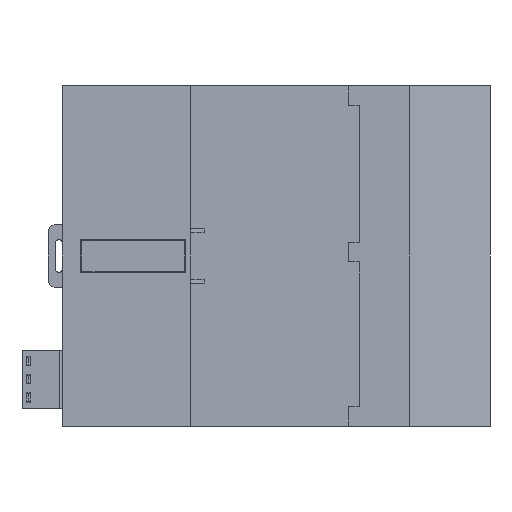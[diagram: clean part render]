
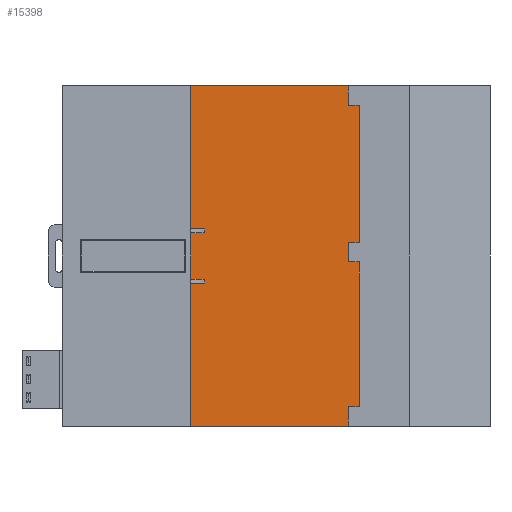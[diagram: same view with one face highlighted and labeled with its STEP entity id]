
A CAD part, front view. The second image highlights one B-rep face of the part: STEP entity #15398.
In plain terms, the highlighted planar face has unit normal (0, -1, 0).
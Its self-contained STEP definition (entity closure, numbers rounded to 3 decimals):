
#870 = CARTESIAN_POINT ( 'NONE',  ( 62.5, 6.5, -35.8 ) ) ;
#2157 = PLANE ( 'NONE',  #88816 ) ;
#3969 = DIRECTION ( 'NONE',  ( 0., 1., 0. ) ) ;
#5846 = EDGE_LOOP ( 'NONE', ( #63982, #83720, #22217, #18158 ) ) ;
#12831 = EDGE_CURVE ( 'NONE', #89424, #81019, #16508, .T. ) ;
#15398 = ADVANCED_FACE ( 'NONE', ( #77300 ), #2157, .F. ) ;
#16207 = CARTESIAN_POINT ( 'NONE',  ( 0., 6.5, 35.75 ) ) ;
#16508 = LINE ( 'NONE', #43684, #22090 ) ;
#17867 = DIRECTION ( 'NONE',  ( 0., 0., -1. ) ) ;
#18158 = ORIENTED_EDGE ( 'NONE', *, *, #12831, .T. ) ;
#21363 = EDGE_CURVE ( 'NONE', #39640, #81019, #78985, .T. ) ;
#22090 = VECTOR ( 'NONE', #17867, 1000. ) ;
#22217 = ORIENTED_EDGE ( 'NONE', *, *, #54121, .F. ) ;
#39640 = VERTEX_POINT ( 'NONE', #870 ) ;
#43524 = DIRECTION ( 'NONE',  ( 1., 0., 0. ) ) ;
#43684 = CARTESIAN_POINT ( 'NONE',  ( 27., 6.5, 35.75 ) ) ;
#43898 = CARTESIAN_POINT ( 'NONE',  ( 62.5, 6.5, 35.75 ) ) ;
#45522 = CARTESIAN_POINT ( 'NONE',  ( 64.579, 6.5, -35.8 ) ) ;
#47083 = EDGE_CURVE ( 'NONE', #78538, #39640, #80032, .T. ) ;
#51646 = LINE ( 'NONE', #79179, #53551 ) ;
#53329 = DIRECTION ( 'NONE',  ( 0., 0., 1. ) ) ;
#53551 = VECTOR ( 'NONE', #43524, 1000. ) ;
#54121 = EDGE_CURVE ( 'NONE', #89424, #78538, #51646, .T. ) ;
#56750 = VECTOR ( 'NONE', #73133, 1000. ) ;
#63982 = ORIENTED_EDGE ( 'NONE', *, *, #21363, .F. ) ;
#67768 = CARTESIAN_POINT ( 'NONE',  ( 27., 6.5, 35.8 ) ) ;
#70173 = CARTESIAN_POINT ( 'NONE',  ( 62.5, 6.5, 35.8 ) ) ;
#71515 = DIRECTION ( 'NONE',  ( 0., 0., -1. ) ) ;
#73133 = DIRECTION ( 'NONE',  ( -1., 0., 0. ) ) ;
#77300 = FACE_OUTER_BOUND ( 'NONE', #5846, .T. ) ;
#78538 = VERTEX_POINT ( 'NONE', #70173 ) ;
#78985 = LINE ( 'NONE', #45522, #56750 ) ;
#79179 = CARTESIAN_POINT ( 'NONE',  ( 27., 6.5, 35.8 ) ) ;
#80032 = LINE ( 'NONE', #43898, #81335 ) ;
#81019 = VERTEX_POINT ( 'NONE', #81201 ) ;
#81201 = CARTESIAN_POINT ( 'NONE',  ( 27., 6.5, -35.8 ) ) ;
#81335 = VECTOR ( 'NONE', #71515, 1000. ) ;
#83720 = ORIENTED_EDGE ( 'NONE', *, *, #47083, .F. ) ;
#88816 = AXIS2_PLACEMENT_3D ( 'NONE', #16207, #3969, #53329 ) ;
#89424 = VERTEX_POINT ( 'NONE', #67768 ) ;
